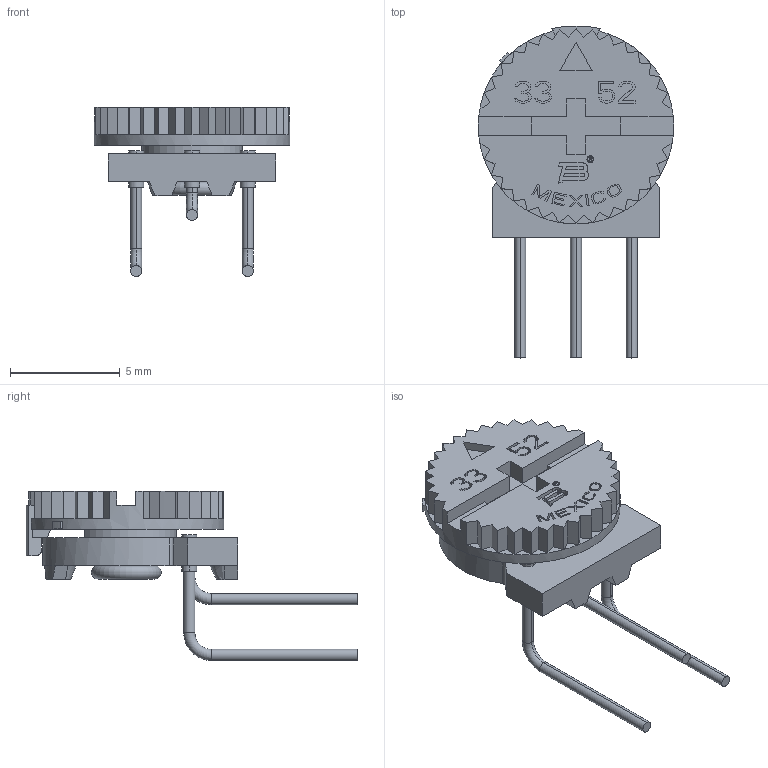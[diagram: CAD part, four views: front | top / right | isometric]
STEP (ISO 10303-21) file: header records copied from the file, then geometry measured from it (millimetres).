
FILE_DESCRIPTION((''),'2;1');
FILE_NAME('3352H_MERGED','2021-02-19T14:28:20',('keilanic'),(''),'CREO PARAMETRIC BY PTC INC, 2018050','CREO PARAMETRIC BY PTC INC, 2018050','');
FILE_SCHEMA(('CONFIG_CONTROL_DESIGN'));
Length unit declared in the file: inch
Products named in the file (1): 3352H_MERGED
Bounding box: 8.89 x 15.1 x 7.7 mm (x, y, z)
Volume: 187.1 mm3; surface area: 457.8 mm2
Topology: 1 solids, 2 shells, 605 faces, 1644 edges, 1071 vertices
Faces by surface type: plane 537, cylinder 44, torus 13, cone 7, bspline 4
Entity records: 18911 total; most frequent: CARTESIAN_POINT 3476, ORIENTED_EDGE 3288, DIRECTION 3013, EDGE_CURVE 1644, VECTOR 1461, LINE 1461, VERTEX_POINT 1071, AXIS2_PLACEMENT_3D 776
